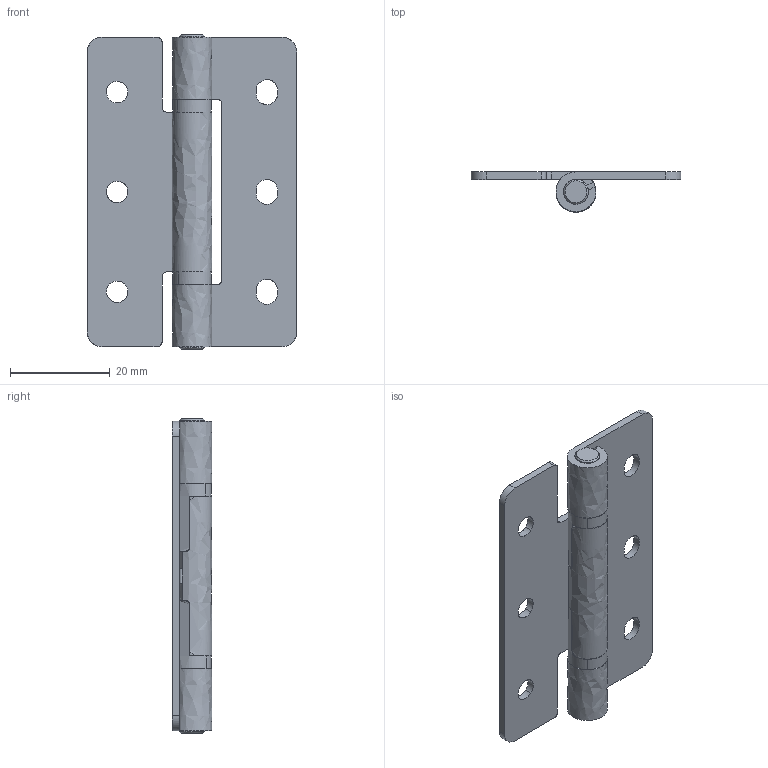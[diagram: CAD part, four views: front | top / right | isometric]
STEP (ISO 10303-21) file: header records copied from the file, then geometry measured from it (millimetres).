
FILE_DESCRIPTION((''),'2;1');
FILE_NAME('','2012-08-22T10:05:44',(''),(''),'','CADfix','');
FILE_SCHEMA(('AUTOMOTIVE_DESIGN { 1 0 10303 214 1 1 1 1 }'));
Length unit declared in the file: millimetre
Bounding box: 42 x 8 x 63 mm (x, y, z)
Volume: 5833 mm3; surface area: 8897.9 mm2
Topology: 6 solids, 6 shells, 118 faces, 438 edges, 334 vertices
Faces by surface type: bspline 118
Entity records: 6485 total; most frequent: CARTESIAN_POINT 3862, ORIENTED_EDGE 876, EDGE_CURVE 438, VERTEX_POINT 334, B_SPLINE_CURVE_WITH_KNOTS 278, QUASI_UNIFORM_CURVE 160, EDGE_LOOP 136, FACE_OUTER_BOUND 118
